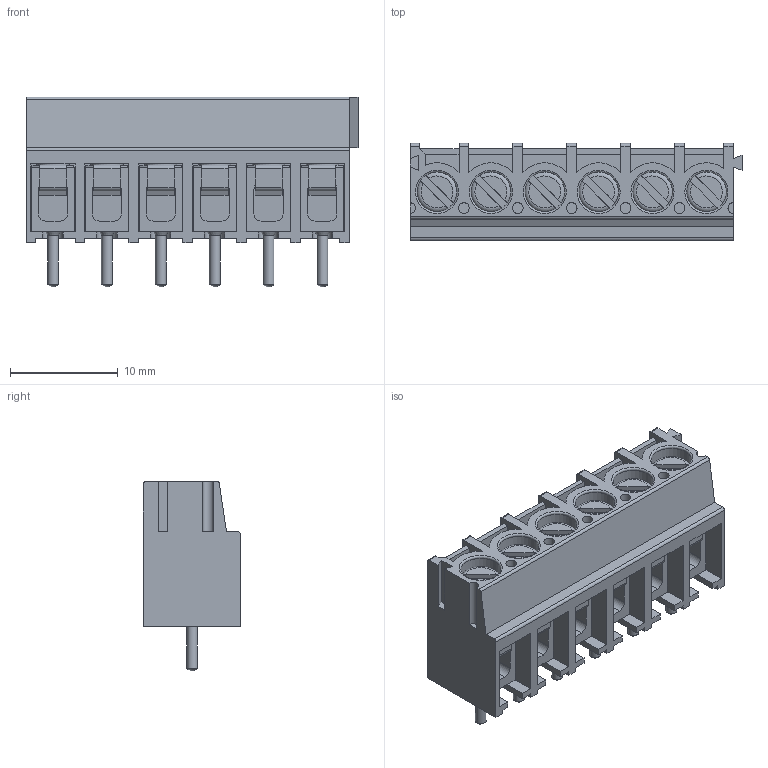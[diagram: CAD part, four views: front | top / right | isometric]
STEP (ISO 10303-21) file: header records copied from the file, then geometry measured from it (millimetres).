
FILE_DESCRIPTION(('STEP AP214'), '1');
FILE_NAME('DG302', '2019-10-01T20:08:33', ('AF'), (''), 'UNSPECIFIED', 'UNSPECIFIED', '');
FILE_SCHEMA(('AUTOMOTIVE_DESIGN { 1 0 10303 214 3 1 1}'));
Length unit declared in the file: millimetre
Assembly tree (18 placements, depth 2):
  (unnamed)
    (unnamed)  x6
    (unnamed)  x6
    (unnamed)  x6
Bounding box: 30.8 x 9 x 17.6 mm (x, y, z)
Volume: 2102.3 mm3; surface area: 5548.7 mm2
Topology: 19 solids, 19 shells, 647 faces, 1630 edges, 1026 vertices
Faces by surface type: plane 469, cylinder 136, cone 18, torus 18, sphere 6
Full cylindrical faces by diameter (mm): 1 x11, 2.3 x6, 2.5 x6, 3 x12, 3.05 x6, 3.8 x6, 4 x6
Entity records: 12072 total; most frequent: CARTESIAN_POINT 1786, DIRECTION 1503, ORIENTED_EDGE 1500, EDGE_CURVE 750, LINE 617, VECTOR 617, VERTEX_POINT 509, AXIS2_PLACEMENT_3D 443
